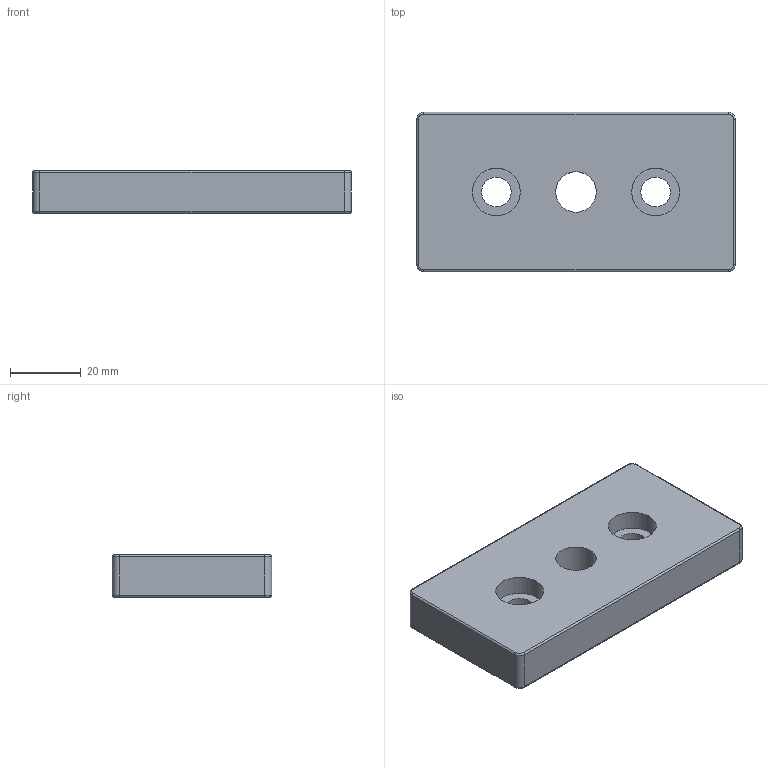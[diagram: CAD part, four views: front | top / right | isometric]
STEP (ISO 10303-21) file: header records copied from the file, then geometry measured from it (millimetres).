
FILE_DESCRIPTION((''),'2;1');
FILE_NAME('700016.ipt.stp','2010-09-05T12:23:24',(''),(''),'Autodesk Inventor 2010','Autodesk Inventor 2010','');
FILE_SCHEMA(('AUTOMOTIVE_DESIGN { 1 0 10303 214 1 1 1 1 }'));
Length unit declared in the file: millimetre
Products named in the file (1): 700016
Bounding box: 90 x 45 x 12 mm (x, y, z)
Volume: 44355.3 mm3; surface area: 12359.8 mm2
Topology: 1 solids, 1 shells, 37 faces, 79 edges, 48 vertices
Faces by surface type: cylinder 14, torus 8, plane 8, bspline 7
Full cylindrical faces by diameter (mm): 20 x1, 27 x1
Entity records: 1057 total; most frequent: CARTESIAN_POINT 245, DIRECTION 178, ORIENTED_EDGE 140, AXIS2_PLACEMENT_3D 77, EDGE_CURVE 70, EDGE_LOOP 54, VERTEX_POINT 46, CIRCLE 46
